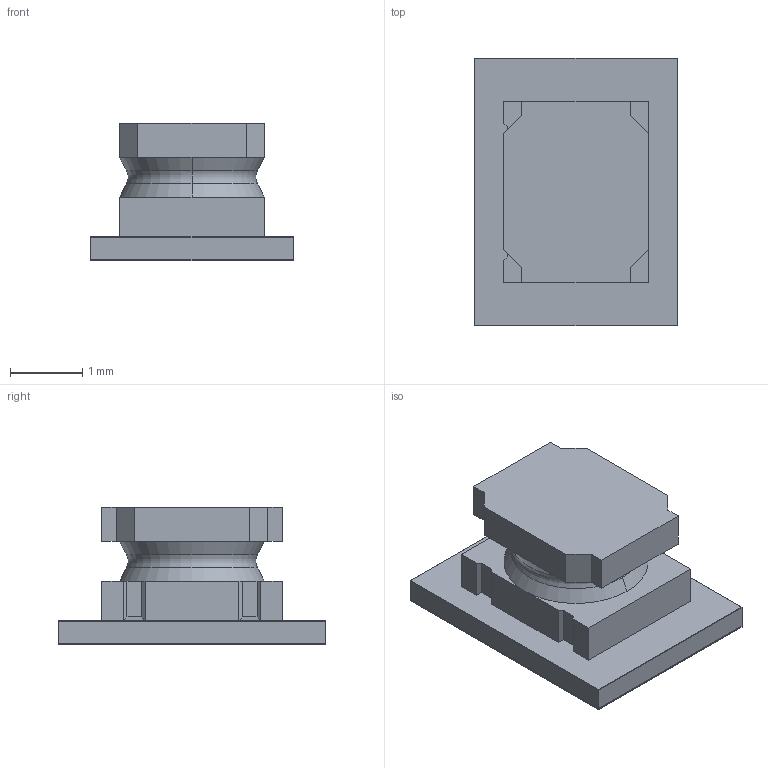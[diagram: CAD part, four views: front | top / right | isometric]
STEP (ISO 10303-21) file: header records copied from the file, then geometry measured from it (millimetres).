
FILE_DESCRIPTION((''),'2;1');
FILE_NAME('SIL0010C_ASM','2018-11-09T13:59:29',('a0412086'),(''),'CREO PARAMETRIC BY PTC INC, 2018020','CREO PARAMETRIC BY PTC INC, 2018020','');
FILE_SCHEMA(('AUTOMOTIVE_DESIGN { 1 0 10303 214 1 1 1 1 }'));
Length unit declared in the file: millimetre
Products named in the file (9): SOLDERMASK-BTM-SIL0010C; METAL-SIP; SUBSTRATE-SIP; SOLDERMASK-TOP; HOUSING; CONTACT; GLUE; WE-LQS_2512_ASM; SIL0010C_ASM
Assembly tree (9 placements, depth 3):
  SIL0010C_ASM
    SOLDERMASK-BTM-SIL0010C
    METAL-SIP
    SUBSTRATE-SIP
    SOLDERMASK-TOP
    WE-LQS_2512_ASM
      HOUSING
      CONTACT  x2
      GLUE
Bounding box: 2.8 x 3.7 x 1.91 mm (x, y, z)
Volume: 10.4 mm3; surface area: 127.3 mm2
Topology: 8 solids, 8 shells, 139 faces, 359 edges, 238 vertices
Faces by surface type: plane 123, cylinder 10, cone 4, torus 2
Entity records: 6426 total; most frequent: CARTESIAN_POINT 826, DIRECTION 796, ORIENTED_EDGE 684, PRESENTATION_STYLE_ASSIGNMENT 401, STYLED_ITEM 349, CURVE_STYLE 342, EDGE_CURVE 342, VECTOR 310
